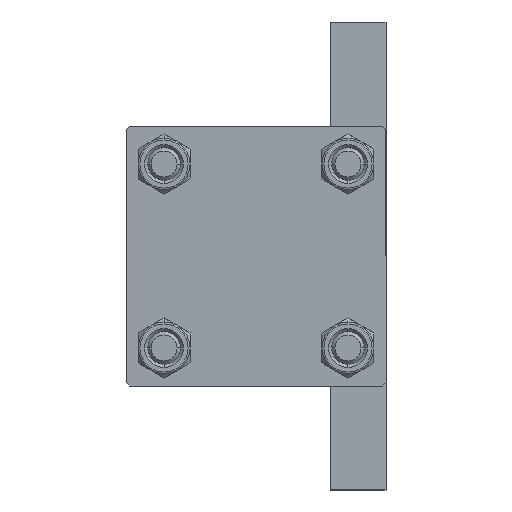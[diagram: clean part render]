
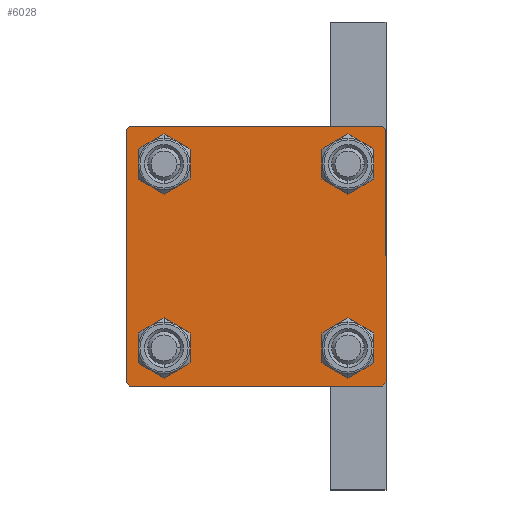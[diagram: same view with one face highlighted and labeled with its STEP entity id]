
A CAD part, left-side view. The second image highlights one B-rep face of the part: STEP entity #6028.
In plain terms, the highlighted planar face has unit normal (-1, 0, 0).
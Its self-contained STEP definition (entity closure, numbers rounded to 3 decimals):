
#346 = FACE_BOUND ( 'NONE', #12456, .T. ) ;
#1338 = VECTOR ( 'NONE', #28624, 1000. ) ;
#1488 = ORIENTED_EDGE ( 'NONE', *, *, #33596, .F. ) ;
#1618 = VERTEX_POINT ( 'NONE', #38667 ) ;
#1769 = VERTEX_POINT ( 'NONE', #13381 ) ;
#1892 = VECTOR ( 'NONE', #2207, 1000. ) ;
#2091 = CARTESIAN_POINT ( 'NONE',  ( 0., -14.15, -14.15 ) ) ;
#2207 = DIRECTION ( 'NONE',  ( 0., 0.707, -0.707 ) ) ;
#2483 = CARTESIAN_POINT ( 'NONE',  ( 0., 14.15, 17.15 ) ) ;
#2519 = LINE ( 'NONE', #9719, #8849 ) ;
#3007 = VECTOR ( 'NONE', #22392, 1000. ) ;
#3574 = ORIENTED_EDGE ( 'NONE', *, *, #13761, .F. ) ;
#3940 = DIRECTION ( 'NONE',  ( 0., 0.707, 0.707 ) ) ;
#4059 = ORIENTED_EDGE ( 'NONE', *, *, #4457, .T. ) ;
#4150 = DIRECTION ( 'NONE',  ( 0., 0., 1. ) ) ;
#4189 = CARTESIAN_POINT ( 'NONE',  ( 0., 0., 0. ) ) ;
#4457 = EDGE_CURVE ( 'NONE', #1618, #20791, #17924, .T. ) ;
#4681 = DIRECTION ( 'NONE',  ( 0., 0., 1. ) ) ;
#5236 = CARTESIAN_POINT ( 'NONE',  ( 0., 14.15, 11.15 ) ) ;
#5538 = ORIENTED_EDGE ( 'NONE', *, *, #44337, .T. ) ;
#5591 = AXIS2_PLACEMENT_3D ( 'NONE', #34241, #15490, #15974 ) ;
#6028 = ADVANCED_FACE ( 'NONE', ( #15246, #41431, #37593, #346, #37358 ), #15004, .T. ) ;
#6810 = DIRECTION ( 'NONE',  ( 0., 0., 1. ) ) ;
#6825 = DIRECTION ( 'NONE',  ( 0., 0., -1. ) ) ;
#6960 = LINE ( 'NONE', #33379, #1338 ) ;
#7095 = CARTESIAN_POINT ( 'NONE',  ( 0., -14.15, -11.15 ) ) ;
#7499 = LINE ( 'NONE', #36820, #3007 ) ;
#8006 = VERTEX_POINT ( 'NONE', #12612 ) ;
#8278 = DIRECTION ( 'NONE',  ( 1., 0., 0. ) ) ;
#8514 = DIRECTION ( 'NONE',  ( 0., 0., 1. ) ) ;
#8849 = VECTOR ( 'NONE', #6825, 1000. ) ;
#9185 = VERTEX_POINT ( 'NONE', #12094 ) ;
#9234 = VERTEX_POINT ( 'NONE', #33727 ) ;
#9719 = CARTESIAN_POINT ( 'NONE',  ( 0., -20., 20. ) ) ;
#10789 = CARTESIAN_POINT ( 'NONE',  ( 0., -14.15, 14.15 ) ) ;
#11053 = EDGE_LOOP ( 'NONE', ( #38814, #34946, #26380, #15209, #1488, #42852, #3574, #29577 ) ) ;
#11594 = EDGE_CURVE ( 'NONE', #20791, #1618, #18869, .T. ) ;
#11835 = VECTOR ( 'NONE', #14482, 1000. ) ;
#11873 = DIRECTION ( 'NONE',  ( -1., 0., 0. ) ) ;
#11993 = CARTESIAN_POINT ( 'NONE',  ( 0., 20., -19.5 ) ) ;
#12094 = CARTESIAN_POINT ( 'NONE',  ( 0., -14.15, -17.15 ) ) ;
#12456 = EDGE_LOOP ( 'NONE', ( #5538, #33885 ) ) ;
#12503 = DIRECTION ( 'NONE',  ( 1., 0., 0. ) ) ;
#12541 = AXIS2_PLACEMENT_3D ( 'NONE', #10789, #29081, #14175 ) ;
#12612 = CARTESIAN_POINT ( 'NONE',  ( 0., 20., 19.5 ) ) ;
#13381 = CARTESIAN_POINT ( 'NONE',  ( 0., -20., -19.5 ) ) ;
#13626 = DIRECTION ( 'NONE',  ( 0., 0., 1. ) ) ;
#13761 = EDGE_CURVE ( 'NONE', #20339, #34083, #6960, .T. ) ;
#13903 = VERTEX_POINT ( 'NONE', #11993 ) ;
#14175 = DIRECTION ( 'NONE',  ( 0., 0., 1. ) ) ;
#14273 = DIRECTION ( 'NONE',  ( 1., 0., 0. ) ) ;
#14482 = DIRECTION ( 'NONE',  ( 0., -0.707, 0.707 ) ) ;
#15004 = PLANE ( 'NONE',  #31804 ) ;
#15209 = ORIENTED_EDGE ( 'NONE', *, *, #27521, .T. ) ;
#15215 = CARTESIAN_POINT ( 'NONE',  ( 0., -14.15, 14.15 ) ) ;
#15246 = FACE_BOUND ( 'NONE', #26711, .T. ) ;
#15490 = DIRECTION ( 'NONE',  ( 1., 0., 0. ) ) ;
#15785 = CIRCLE ( 'NONE', #24215, 3. ) ;
#15974 = DIRECTION ( 'NONE',  ( 0., 0., 1. ) ) ;
#16836 = CIRCLE ( 'NONE', #24519, 3. ) ;
#17924 = CIRCLE ( 'NONE', #12541, 3. ) ;
#18869 = CIRCLE ( 'NONE', #42716, 3. ) ;
#19173 = EDGE_CURVE ( 'NONE', #45603, #9185, #47529, .T. ) ;
#20339 = VERTEX_POINT ( 'NONE', #21715 ) ;
#20532 = CARTESIAN_POINT ( 'NONE',  ( 0., 14.15, -11.15 ) ) ;
#20694 = ORIENTED_EDGE ( 'NONE', *, *, #24261, .T. ) ;
#20791 = VERTEX_POINT ( 'NONE', #25972 ) ;
#21203 = CIRCLE ( 'NONE', #38875, 3. ) ;
#21715 = CARTESIAN_POINT ( 'NONE',  ( 0., 19.5, 20. ) ) ;
#22392 = DIRECTION ( 'NONE',  ( 0., -0.707, -0.707 ) ) ;
#22981 = CIRCLE ( 'NONE', #34508, 3. ) ;
#23576 = EDGE_CURVE ( 'NONE', #32930, #34083, #25810, .T. ) ;
#23584 = EDGE_LOOP ( 'NONE', ( #31513, #20694 ) ) ;
#24215 = AXIS2_PLACEMENT_3D ( 'NONE', #43822, #43589, #6810 ) ;
#24261 = EDGE_CURVE ( 'NONE', #31749, #36075, #29375, .T. ) ;
#24428 = DIRECTION ( 'NONE',  ( 1., 0., 0. ) ) ;
#24519 = AXIS2_PLACEMENT_3D ( 'NONE', #41822, #12503, #38228 ) ;
#25157 = VECTOR ( 'NONE', #35765, 1000. ) ;
#25266 = VERTEX_POINT ( 'NONE', #5236 ) ;
#25569 = DIRECTION ( 'NONE',  ( 0., -1., 0. ) ) ;
#25810 = LINE ( 'NONE', #36861, #34015 ) ;
#25972 = CARTESIAN_POINT ( 'NONE',  ( 0., -14.15, 17.15 ) ) ;
#26380 = ORIENTED_EDGE ( 'NONE', *, *, #40459, .T. ) ;
#26711 = EDGE_LOOP ( 'NONE', ( #27665, #4059 ) ) ;
#26983 = DIRECTION ( 'NONE',  ( 1., 0., 0. ) ) ;
#27521 = EDGE_CURVE ( 'NONE', #41524, #1769, #43106, .T. ) ;
#27665 = ORIENTED_EDGE ( 'NONE', *, *, #11594, .T. ) ;
#28333 = CARTESIAN_POINT ( 'NONE',  ( 0., 20., 20. ) ) ;
#28364 = AXIS2_PLACEMENT_3D ( 'NONE', #2091, #24428, #13626 ) ;
#28422 = EDGE_LOOP ( 'NONE', ( #41807, #45961 ) ) ;
#28561 = EDGE_CURVE ( 'NONE', #20339, #8006, #31300, .T. ) ;
#28624 = DIRECTION ( 'NONE',  ( 0., -1., 0. ) ) ;
#28949 = DIRECTION ( 'NONE',  ( 0., 0., 1. ) ) ;
#29081 = DIRECTION ( 'NONE',  ( 1., 0., 0. ) ) ;
#29375 = CIRCLE ( 'NONE', #5591, 3. ) ;
#29577 = ORIENTED_EDGE ( 'NONE', *, *, #28561, .T. ) ;
#30108 = CARTESIAN_POINT ( 'NONE',  ( 0., -20., 19.5 ) ) ;
#30359 = CARTESIAN_POINT ( 'NONE',  ( 0., -14.15, -14.15 ) ) ;
#30568 = EDGE_CURVE ( 'NONE', #25266, #41609, #15785, .T. ) ;
#31300 = LINE ( 'NONE', #35127, #1892 ) ;
#31513 = ORIENTED_EDGE ( 'NONE', *, *, #47018, .T. ) ;
#31749 = VERTEX_POINT ( 'NONE', #34190 ) ;
#31804 = AXIS2_PLACEMENT_3D ( 'NONE', #4189, #11873, #8514 ) ;
#31813 = CARTESIAN_POINT ( 'NONE',  ( 0., -19.75, -19.75 ) ) ;
#32864 = VECTOR ( 'NONE', #25569, 1000. ) ;
#32930 = VERTEX_POINT ( 'NONE', #30108 ) ;
#33379 = CARTESIAN_POINT ( 'NONE',  ( 0., 20., 20. ) ) ;
#33596 = EDGE_CURVE ( 'NONE', #32930, #1769, #2519, .T. ) ;
#33727 = CARTESIAN_POINT ( 'NONE',  ( 0., 19.5, -20. ) ) ;
#33885 = ORIENTED_EDGE ( 'NONE', *, *, #30568, .T. ) ;
#34015 = VECTOR ( 'NONE', #3940, 1000. ) ;
#34083 = VERTEX_POINT ( 'NONE', #40855 ) ;
#34190 = CARTESIAN_POINT ( 'NONE',  ( 0., 14.15, -17.15 ) ) ;
#34241 = CARTESIAN_POINT ( 'NONE',  ( 0., 14.15, -14.15 ) ) ;
#34459 = CARTESIAN_POINT ( 'NONE',  ( 0., -19.5, -20. ) ) ;
#34508 = AXIS2_PLACEMENT_3D ( 'NONE', #41195, #8278, #4681 ) ;
#34946 = ORIENTED_EDGE ( 'NONE', *, *, #42667, .T. ) ;
#35127 = CARTESIAN_POINT ( 'NONE',  ( 0., 19.75, 19.75 ) ) ;
#35694 = LINE ( 'NONE', #44798, #32864 ) ;
#35765 = DIRECTION ( 'NONE',  ( 0., 0., -1. ) ) ;
#36075 = VERTEX_POINT ( 'NONE', #20532 ) ;
#36309 = EDGE_CURVE ( 'NONE', #9185, #45603, #21203, .T. ) ;
#36820 = CARTESIAN_POINT ( 'NONE',  ( 0., 19.75, -19.75 ) ) ;
#36861 = CARTESIAN_POINT ( 'NONE',  ( 0., -19.75, 19.75 ) ) ;
#37358 = FACE_OUTER_BOUND ( 'NONE', #11053, .T. ) ;
#37593 = FACE_BOUND ( 'NONE', #23584, .T. ) ;
#38228 = DIRECTION ( 'NONE',  ( 0., 0., 1. ) ) ;
#38667 = CARTESIAN_POINT ( 'NONE',  ( 0., -14.15, 11.15 ) ) ;
#38814 = ORIENTED_EDGE ( 'NONE', *, *, #39688, .T. ) ;
#38875 = AXIS2_PLACEMENT_3D ( 'NONE', #30359, #26983, #4150 ) ;
#39688 = EDGE_CURVE ( 'NONE', #8006, #13903, #46604, .T. ) ;
#40459 = EDGE_CURVE ( 'NONE', #9234, #41524, #35694, .T. ) ;
#40855 = CARTESIAN_POINT ( 'NONE',  ( 0., -19.5, 20. ) ) ;
#41195 = CARTESIAN_POINT ( 'NONE',  ( 0., 14.15, 14.15 ) ) ;
#41431 = FACE_BOUND ( 'NONE', #28422, .T. ) ;
#41524 = VERTEX_POINT ( 'NONE', #34459 ) ;
#41609 = VERTEX_POINT ( 'NONE', #2483 ) ;
#41807 = ORIENTED_EDGE ( 'NONE', *, *, #19173, .T. ) ;
#41822 = CARTESIAN_POINT ( 'NONE',  ( 0., 14.15, -14.15 ) ) ;
#42667 = EDGE_CURVE ( 'NONE', #13903, #9234, #7499, .T. ) ;
#42716 = AXIS2_PLACEMENT_3D ( 'NONE', #15215, #14273, #28949 ) ;
#42852 = ORIENTED_EDGE ( 'NONE', *, *, #23576, .T. ) ;
#43106 = LINE ( 'NONE', #31813, #11835 ) ;
#43589 = DIRECTION ( 'NONE',  ( 1., 0., 0. ) ) ;
#43822 = CARTESIAN_POINT ( 'NONE',  ( 0., 14.15, 14.15 ) ) ;
#44337 = EDGE_CURVE ( 'NONE', #41609, #25266, #22981, .T. ) ;
#44798 = CARTESIAN_POINT ( 'NONE',  ( 0., 20., -20. ) ) ;
#45603 = VERTEX_POINT ( 'NONE', #7095 ) ;
#45961 = ORIENTED_EDGE ( 'NONE', *, *, #36309, .T. ) ;
#46604 = LINE ( 'NONE', #28333, #25157 ) ;
#47018 = EDGE_CURVE ( 'NONE', #36075, #31749, #16836, .T. ) ;
#47529 = CIRCLE ( 'NONE', #28364, 3. ) ;
